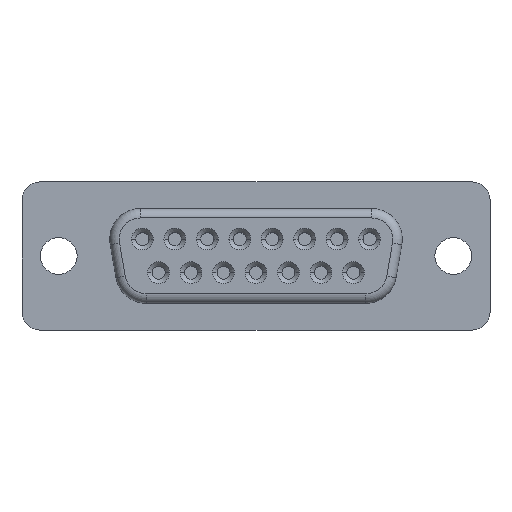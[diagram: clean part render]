
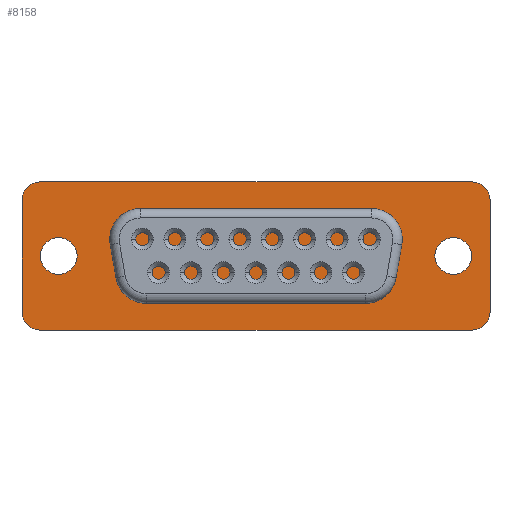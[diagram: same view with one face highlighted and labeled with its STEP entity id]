
A CAD part, top view. The second image highlights one B-rep face of the part: STEP entity #8158.
In plain terms, the highlighted planar face has unit normal (0, 0, 1).
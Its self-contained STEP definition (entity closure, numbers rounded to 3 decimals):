
#7728=CARTESIAN_POINT('',(-15.1,0.0,6.1));
#7729=VERTEX_POINT('',#7728);
#7738=CARTESIAN_POINT('',(-18.2,0.,6.1));
#7739=VERTEX_POINT('',#7738);
#7740=CARTESIAN_POINT('',(-16.65,0.0,6.1));
#7741=DIRECTION('',(0.0,0.0,-1.0));
#7742=DIRECTION('',(1.0,0.0,0.0));
#7743=AXIS2_PLACEMENT_3D('',#7740,#7741,#7742);
#7744=CIRCLE('',#7743,1.55);
#7745=EDGE_CURVE('',#7739,#7729,#7744,.T.);
#7770=CARTESIAN_POINT('',(18.2,0.0,6.1));
#7771=VERTEX_POINT('',#7770);
#7780=CARTESIAN_POINT('',(15.1,0.,6.1));
#7781=VERTEX_POINT('',#7780);
#7782=CARTESIAN_POINT('',(16.65,0.0,6.1));
#7783=DIRECTION('',(0.0,0.0,-1.0));
#7784=DIRECTION('',(1.0,0.0,0.0));
#7785=AXIS2_PLACEMENT_3D('',#7782,#7783,#7784);
#7786=CIRCLE('',#7785,1.55);
#7787=EDGE_CURVE('',#7781,#7771,#7786,.T.);
#7821=CARTESIAN_POINT('',(16.65,0.0,6.1));
#7822=DIRECTION('',(0.0,0.0,-1.0));
#7823=DIRECTION('',(1.0,0.0,0.0));
#7824=AXIS2_PLACEMENT_3D('',#7821,#7822,#7823);
#7825=CIRCLE('',#7824,1.55);
#7826=EDGE_CURVE('',#7771,#7781,#7825,.T.);
#7845=CARTESIAN_POINT('',(-16.65,0.0,6.1));
#7846=DIRECTION('',(0.0,0.0,-1.0));
#7847=DIRECTION('',(1.0,0.0,0.0));
#7848=AXIS2_PLACEMENT_3D('',#7845,#7846,#7847);
#7849=CIRCLE('',#7848,1.55);
#7850=EDGE_CURVE('',#7729,#7739,#7849,.T.);
#7870=CARTESIAN_POINT('',(-18.25,6.25,6.1));
#7871=VERTEX_POINT('',#7870);
#7878=CARTESIAN_POINT('',(18.25,6.25,6.1));
#7879=VERTEX_POINT('',#7878);
#7880=CARTESIAN_POINT('',(18.25,6.25,6.1));
#7881=DIRECTION('',(-1.0,0.0,0.0));
#7882=VECTOR('',#7881,36.5);
#7883=LINE('',#7880,#7882);
#7884=EDGE_CURVE('',#7879,#7871,#7883,.T.);
#7909=CARTESIAN_POINT('',(-19.75,4.75,6.1));
#7910=VERTEX_POINT('',#7909);
#7917=CARTESIAN_POINT('',(-18.25,4.75,6.1));
#7918=DIRECTION('',(0.0,0.0,1.0));
#7919=DIRECTION('',(-0.707,0.707,0.0));
#7920=AXIS2_PLACEMENT_3D('',#7917,#7918,#7919);
#7921=CIRCLE('',#7920,1.5);
#7922=EDGE_CURVE('',#7871,#7910,#7921,.T.);
#7941=CARTESIAN_POINT('',(-19.75,-4.75,6.1));
#7942=VERTEX_POINT('',#7941);
#7949=CARTESIAN_POINT('',(-19.75,4.75,6.1));
#7950=DIRECTION('',(0.0,-1.0,0.0));
#7951=VECTOR('',#7950,9.5);
#7952=LINE('',#7949,#7951);
#7953=EDGE_CURVE('',#7910,#7942,#7952,.T.);
#7973=CARTESIAN_POINT('',(-18.25,-6.25,6.1));
#7974=VERTEX_POINT('',#7973);
#7981=CARTESIAN_POINT('',(-18.25,-4.75,6.1));
#7982=DIRECTION('',(0.0,0.0,1.0));
#7983=DIRECTION('',(-0.707,-0.707,0.0));
#7984=AXIS2_PLACEMENT_3D('',#7981,#7982,#7983);
#7985=CIRCLE('',#7984,1.5);
#7986=EDGE_CURVE('',#7942,#7974,#7985,.T.);
#8005=CARTESIAN_POINT('',(18.25,-6.25,6.1));
#8006=VERTEX_POINT('',#8005);
#8013=CARTESIAN_POINT('',(-18.25,-6.25,6.1));
#8014=DIRECTION('',(1.0,0.0,0.0));
#8015=VECTOR('',#8014,36.5);
#8016=LINE('',#8013,#8015);
#8017=EDGE_CURVE('',#7974,#8006,#8016,.T.);
#8037=CARTESIAN_POINT('',(19.75,-4.75,6.1));
#8038=VERTEX_POINT('',#8037);
#8045=CARTESIAN_POINT('',(18.25,-4.75,6.1));
#8046=DIRECTION('',(0.0,0.0,1.0));
#8047=DIRECTION('',(0.707,-0.707,0.0));
#8048=AXIS2_PLACEMENT_3D('',#8045,#8046,#8047);
#8049=CIRCLE('',#8048,1.5);
#8050=EDGE_CURVE('',#8006,#8038,#8049,.T.);
#8069=CARTESIAN_POINT('',(19.75,4.75,6.1));
#8070=VERTEX_POINT('',#8069);
#8077=CARTESIAN_POINT('',(19.75,-4.75,6.1));
#8078=DIRECTION('',(0.0,1.0,0.0));
#8079=VECTOR('',#8078,9.5);
#8080=LINE('',#8077,#8079);
#8081=EDGE_CURVE('',#8038,#8070,#8080,.T.);
#8100=CARTESIAN_POINT('',(18.25,4.75,6.1));
#8101=DIRECTION('',(0.0,0.0,1.0));
#8102=DIRECTION('',(0.707,0.707,0.0));
#8103=AXIS2_PLACEMENT_3D('',#8100,#8101,#8102);
#8104=CIRCLE('',#8103,1.5);
#8105=EDGE_CURVE('',#8070,#7879,#8104,.T.);
#8135=CARTESIAN_POINT('',(0.,0.,6.1));
#8136=DIRECTION('',(0.0,0.0,1.0));
#8137=DIRECTION('',(1.0,0.0,0.0));
#8138=AXIS2_PLACEMENT_3D('',#8135,#8136,#8137);
#8139=PLANE('',#8138);
#8140=ORIENTED_EDGE('',*,*,#8105,.T.);
#8141=ORIENTED_EDGE('',*,*,#7884,.T.);
#8142=ORIENTED_EDGE('',*,*,#7922,.T.);
#8143=ORIENTED_EDGE('',*,*,#7953,.T.);
#8144=ORIENTED_EDGE('',*,*,#7986,.T.);
#8145=ORIENTED_EDGE('',*,*,#8017,.T.);
#8146=ORIENTED_EDGE('',*,*,#8050,.T.);
#8147=ORIENTED_EDGE('',*,*,#8081,.T.);
#8148=EDGE_LOOP('',(#8140,#8141,#8142,#8143,#8144,#8145,#8146,#8147));
#8149=FACE_OUTER_BOUND('',#8148,.T.);
#8150=ORIENTED_EDGE('',*,*,#7826,.T.);
#8151=ORIENTED_EDGE('',*,*,#7787,.T.);
#8152=EDGE_LOOP('',(#8150,#8151));
#8153=FACE_BOUND('',#8152,.T.);
#8154=ORIENTED_EDGE('',*,*,#7850,.T.);
#8155=ORIENTED_EDGE('',*,*,#7745,.T.);
#8156=EDGE_LOOP('',(#8154,#8155));
#8157=FACE_BOUND('',#8156,.T.);
#8158=ADVANCED_FACE('',(#8149,#8153,#8157),#8139,.T.);
